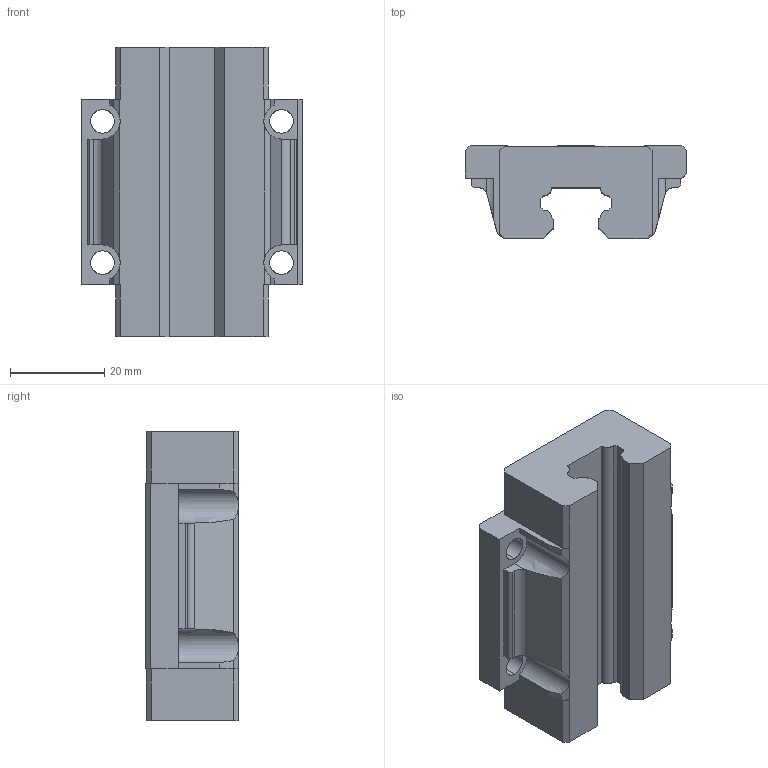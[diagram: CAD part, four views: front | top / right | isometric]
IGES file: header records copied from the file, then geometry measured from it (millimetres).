
Start section: SolidWorks IGES file using analytic representation for surfaces
Global section: file name: HGW15CC.IGS; native system: SolidWorks 2016; preprocessor: SolidWorks 2016; author: User; date: 170814.183007; units: millimetre
Bounding box: 47 x 19.7 x 61.4 mm (x, y, z)
Surface area: 10502.2 mm2 (no closed solid volume)
Topology: 0 solids, 0 shells, 195 faces, 2587 edges, 3137 vertices
Faces by surface type: bspline 169, revolution 26
